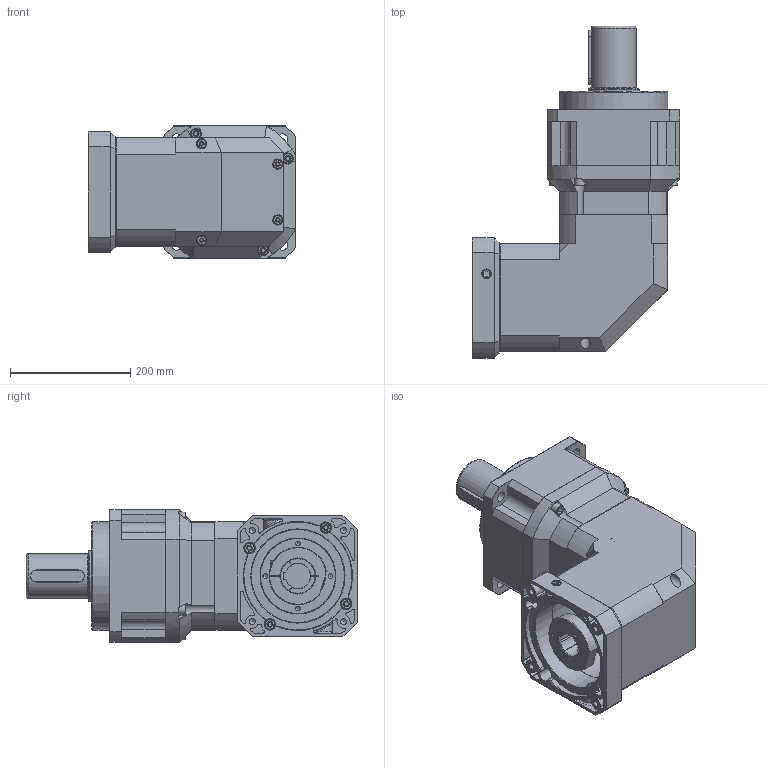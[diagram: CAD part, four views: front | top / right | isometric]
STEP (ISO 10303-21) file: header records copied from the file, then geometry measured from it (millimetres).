
FILE_DESCRIPTION((''),'2;1');
FILE_NAME('KSBL-220-2.stp','2017-05-17T11:46:12',('Young'),(''),'Autodesk Inventor 2012','Autodesk Inventor 2012','');
FILE_SCHEMA(('AUTOMOTIVE_DESIGN { 1 0 10303 214 1 1 1 1 }'));
Length unit declared in the file: millimetre
Products named in the file (3): 조립품7; KSBL-220-2; BS 4168 : 부품 1 6각 소켓 머리 캡 나사 - 미터 M10 x 40
Assembly tree (2 placements, depth 2):
  조립품7
    KSBL-220-2
    BS 4168 : 부품 1 6각 소켓 머리 캡 나사 - 미터 M10 x 40
Bounding box: 345 x 552.6 x 220 mm (x, y, z)
Volume: 10013744.7 mm3; surface area: 1219504.1 mm2
Topology: 27 solids, 29 shells, 973 faces, 2483 edges, 1616 vertices
Faces by surface type: plane 448, cylinder 288, cone 152, torus 53, bspline 18, sphere 14
Full cylindrical faces by diameter (mm): 8 x4, 8.5 x4, 8.6 x1, 10 x5, 10.2 x12, 11 x1, 12 x8, 13 x12, 14.2 x1, 14.5 x4, 15.607 x2, 16 x6, 17 x8, 18 x8, 19 x4, 51 x1, 54.9 x1, 58.2 x1, 59.8 x1, 60 x1, 75 x1, 82.945 x1, 84.8 x1, 85 x3, 87 x1, 90 x3, 93 x1, 103.4 x1, 110 x1, 111 x1
Entity records: 36068 total; most frequent: CARTESIAN_POINT 13697, DIRECTION 4678, ORIENTED_EDGE 4236, EDGE_CURVE 2118, AXIS2_PLACEMENT_3D 1915, VERTEX_POINT 1529, EDGE_LOOP 1355, FACE_OUTER_BOUND 959
